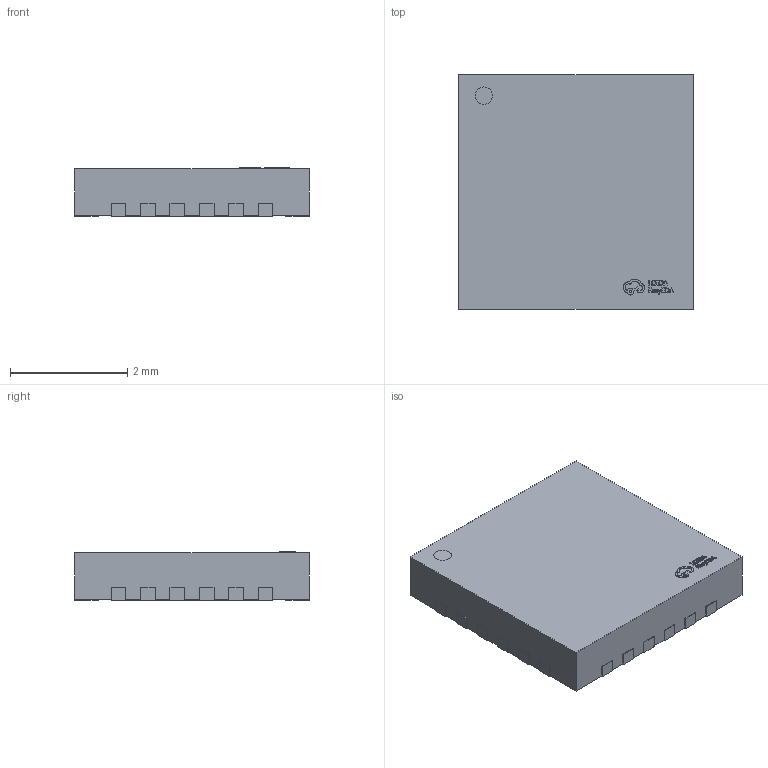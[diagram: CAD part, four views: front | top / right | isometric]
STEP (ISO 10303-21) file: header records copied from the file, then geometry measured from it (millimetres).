
FILE_DESCRIPTION (( 'STEP AP214' ), '1' );
FILE_NAME ('QFN-24_L4.0-W4.0-P0.50-BL-EP2.5.step', '2022-07-15T03:03:11', ( '' ), ( '' ), 'SwSTEP 2.0', 'SolidWorks 2020', '' );
FILE_SCHEMA (( 'AUTOMOTIVE_DESIGN' ));
Length unit declared in the file: millimetre
Products named in the file (1): QFN-24_L4.0-W4.0-P0.50-BL-EP2.5
Bounding box: 4.02 x 4.02 x 0.82 mm (x, y, z)
Volume: 12.9 mm3; surface area: 45.5 mm2
Topology: 1 solids, 1 shells, 448 faces, 1254 edges, 836 vertices
Faces by surface type: plane 304, bspline 112, cylinder 32
Entity records: 20436 total; most frequent: CARTESIAN_POINT 4643, ORIENTED_EDGE 2508, DIRECTION 1764, EDGE_CURVE 1254, VECTOR 962, LINE 962, VERTEX_POINT 836, EDGE_LOOP 476
